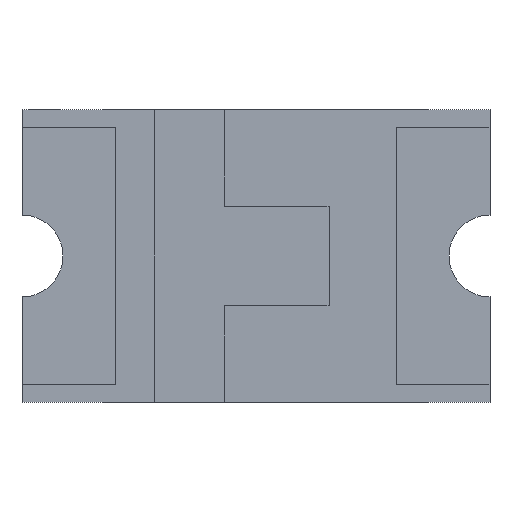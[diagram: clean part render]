
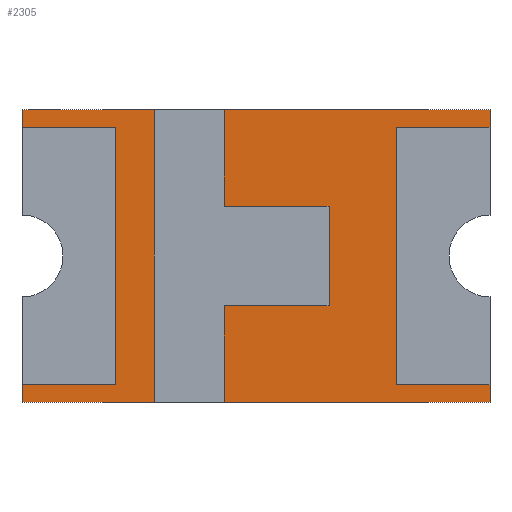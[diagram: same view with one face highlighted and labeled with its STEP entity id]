
A CAD part, front view. The second image highlights one B-rep face of the part: STEP entity #2305.
In plain terms, the highlighted planar face has unit normal (0, -1, 0).
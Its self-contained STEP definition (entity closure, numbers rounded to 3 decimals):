
#1838 = VERTEX_POINT ( 'NONE', #11423 ) ;
#1909 = VERTEX_POINT ( 'NONE', #11527 ) ;
#1911 = EDGE_CURVE ( 'NONE', #1909, #1838, #11526, .T. ) ;
#2305 = ADVANCED_FACE ( 'NONE', ( #12682 ), #12731, .F. ) ;
#2309 = VERTEX_POINT ( 'NONE', #12721 ) ;
#2311 = EDGE_CURVE ( 'NONE', #2309, #2312, #10937, .T. ) ;
#2312 = VERTEX_POINT ( 'NONE', #12464 ) ;
#2322 = EDGE_CURVE ( 'NONE', #1838, #2323, #12922, .T. ) ;
#2323 = VERTEX_POINT ( 'NONE', #12918 ) ;
#2351 = ORIENTED_EDGE ( 'NONE', *, *, #2352, .T. ) ;
#2352 = EDGE_CURVE ( 'NONE', #2376, #2312, #13015, .T. ) ;
#2353 = ORIENTED_EDGE ( 'NONE', *, *, #2311, .F. ) ;
#2363 = EDGE_LOOP ( 'NONE', ( #2364, #2366, #2367, #2368, #2371, #2374, #2351, #2353 ) ) ;
#2364 = ORIENTED_EDGE ( 'NONE', *, *, #2365, .T. ) ;
#2365 = EDGE_CURVE ( 'NONE', #2309, #2323, #13062, .T. ) ;
#2366 = ORIENTED_EDGE ( 'NONE', *, *, #2322, .F. ) ;
#2367 = ORIENTED_EDGE ( 'NONE', *, *, #1911, .F. ) ;
#2368 = ORIENTED_EDGE ( 'NONE', *, *, #2369, .T. ) ;
#2369 = EDGE_CURVE ( 'NONE', #1909, #2370, #13058, .T. ) ;
#2370 = VERTEX_POINT ( 'NONE', #13054 ) ;
#2371 = ORIENTED_EDGE ( 'NONE', *, *, #2372, .F. ) ;
#2372 = EDGE_CURVE ( 'NONE', #2373, #2370, #13053, .T. ) ;
#2373 = VERTEX_POINT ( 'NONE', #13048 ) ;
#2374 = ORIENTED_EDGE ( 'NONE', *, *, #2375, .T. ) ;
#2375 = EDGE_CURVE ( 'NONE', #2373, #2376, #13108, .T. ) ;
#2376 = VERTEX_POINT ( 'NONE', #13104 ) ;
#10937 = LINE ( 'NONE', #11194, #11949 ) ;
#11194 = CARTESIAN_POINT ( 'NONE',  ( 1., -0.075, 0.625 ) ) ;
#11423 = CARTESIAN_POINT ( 'NONE',  ( 1., -0.075, 0.625 ) ) ;
#11523 = DIRECTION ( 'NONE',  ( 1., 0., 0. ) ) ;
#11524 = VECTOR ( 'NONE', #11523, 1000. ) ;
#11525 = CARTESIAN_POINT ( 'NONE',  ( 0., -0.075, 0.625 ) ) ;
#11526 = LINE ( 'NONE', #11525, #11524 ) ;
#11527 = CARTESIAN_POINT ( 'NONE',  ( -1., -0.075, 0.625 ) ) ;
#11949 = VECTOR ( 'NONE', #12212, 1000. ) ;
#12212 = DIRECTION ( 'NONE',  ( 0., 0., -1. ) ) ;
#12464 = CARTESIAN_POINT ( 'NONE',  ( 1., -0.075, -0.625 ) ) ;
#12682 = FACE_OUTER_BOUND ( 'NONE', #2363, .T. ) ;
#12721 = CARTESIAN_POINT ( 'NONE',  ( 1., -0.075, -0.175 ) ) ;
#12727 = DIRECTION ( 'NONE',  ( 0., 0., 1. ) ) ;
#12728 = DIRECTION ( 'NONE',  ( 0., 1., 0. ) ) ;
#12729 = CARTESIAN_POINT ( 'NONE',  ( 0., -0.075, 0.625 ) ) ;
#12730 = AXIS2_PLACEMENT_3D ( 'NONE', #12729, #12728, #12727 ) ;
#12731 = PLANE ( 'NONE',  #12730 ) ;
#12918 = CARTESIAN_POINT ( 'NONE',  ( 1., -0.075, 0.175 ) ) ;
#12919 = DIRECTION ( 'NONE',  ( 0., 0., -1. ) ) ;
#12920 = VECTOR ( 'NONE', #12919, 1000. ) ;
#12921 = CARTESIAN_POINT ( 'NONE',  ( 1., -0.075, 0.625 ) ) ;
#12922 = LINE ( 'NONE', #12921, #12920 ) ;
#13007 = DIRECTION ( 'NONE',  ( 1., 0., 0. ) ) ;
#13008 = VECTOR ( 'NONE', #13007, 1000. ) ;
#13009 = CARTESIAN_POINT ( 'NONE',  ( 0., -0.075, -0.625 ) ) ;
#13015 = LINE ( 'NONE', #13009, #13008 ) ;
#13048 = CARTESIAN_POINT ( 'NONE',  ( -1., -0.075, -0.175 ) ) ;
#13049 = DIRECTION ( 'NONE',  ( 0., 0., -1. ) ) ;
#13050 = DIRECTION ( 'NONE',  ( 0., -1., 0. ) ) ;
#13051 = CARTESIAN_POINT ( 'NONE',  ( -1., -0.075, 0. ) ) ;
#13052 = AXIS2_PLACEMENT_3D ( 'NONE', #13051, #13050, #13049 ) ;
#13053 = CIRCLE ( 'NONE', #13052, 0.175 ) ;
#13054 = CARTESIAN_POINT ( 'NONE',  ( -1., -0.075, 0.175 ) ) ;
#13055 = DIRECTION ( 'NONE',  ( 0., 0., -1. ) ) ;
#13056 = VECTOR ( 'NONE', #13055, 1000. ) ;
#13057 = CARTESIAN_POINT ( 'NONE',  ( -1., -0.075, 0.625 ) ) ;
#13058 = LINE ( 'NONE', #13057, #13056 ) ;
#13059 = DIRECTION ( 'NONE',  ( 0., 0., -1. ) ) ;
#13060 = DIRECTION ( 'NONE',  ( 0., 1., 0. ) ) ;
#13061 = AXIS2_PLACEMENT_3D ( 'NONE', #13067, #13060, #13059 ) ;
#13062 = CIRCLE ( 'NONE', #13061, 0.175 ) ;
#13067 = CARTESIAN_POINT ( 'NONE',  ( 1., -0.075, 0. ) ) ;
#13104 = CARTESIAN_POINT ( 'NONE',  ( -1., -0.075, -0.625 ) ) ;
#13105 = DIRECTION ( 'NONE',  ( 0., 0., -1. ) ) ;
#13106 = VECTOR ( 'NONE', #13105, 1000. ) ;
#13107 = CARTESIAN_POINT ( 'NONE',  ( -1., -0.075, 0.625 ) ) ;
#13108 = LINE ( 'NONE', #13107, #13106 ) ;
